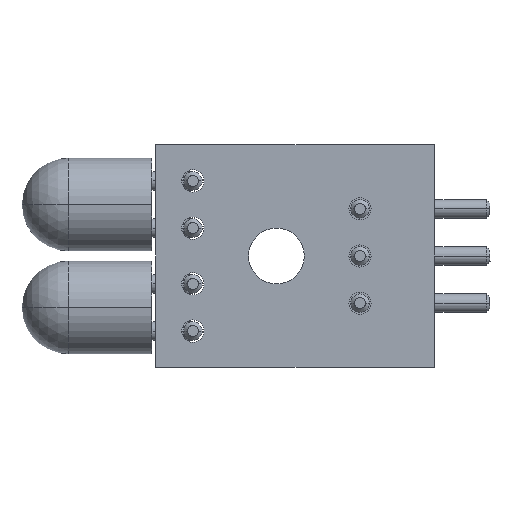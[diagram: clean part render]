
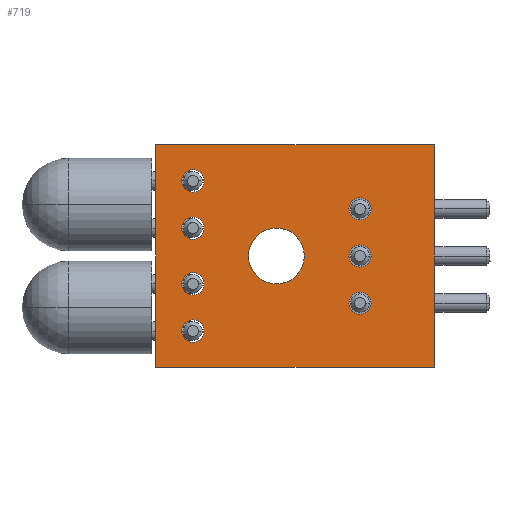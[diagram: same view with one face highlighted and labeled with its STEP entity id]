
A CAD part, left-side view. The second image highlights one B-rep face of the part: STEP entity #719.
In plain terms, the highlighted planar face has unit normal (-1, 0, 0).
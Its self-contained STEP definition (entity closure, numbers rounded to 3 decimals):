
#57=CARTESIAN_POINT('Axis2P3D Location',(0.,1.,0.)) ;
#61=CARTESIAN_POINT('Vertex',(0.,-0.5,0.)) ;
#63=CARTESIAN_POINT('Vertex',(0.,2.5,0.)) ;
#92=CARTESIAN_POINT('Axis2P3D Location',(0.,1.,0.)) ;
#288=CARTESIAN_POINT('Vertex',(0.,-7.5,6.)) ;
#291=CARTESIAN_POINT('Line Origine',(0.,-7.5,0.)) ;
#295=CARTESIAN_POINT('Vertex',(0.,-7.5,-6.)) ;
#315=CARTESIAN_POINT('Line Origine',(0.,0.,-6.)) ;
#319=CARTESIAN_POINT('Vertex',(0.,7.5,-6.)) ;
#339=CARTESIAN_POINT('Line Origine',(0.,7.5,0.)) ;
#343=CARTESIAN_POINT('Vertex',(0.,7.5,6.)) ;
#363=CARTESIAN_POINT('Line Origine',(0.,0.,6.)) ;
#380=CARTESIAN_POINT('Axis2P3D Location',(0.,5.5,4.04)) ;
#384=CARTESIAN_POINT('Vertex',(0.,4.9,4.04)) ;
#386=CARTESIAN_POINT('Vertex',(0.,6.1,4.04)) ;
#406=CARTESIAN_POINT('Axis2P3D Location',(0.,5.5,4.04)) ;
#423=CARTESIAN_POINT('Axis2P3D Location',(0.,5.5,-4.04)) ;
#427=CARTESIAN_POINT('Vertex',(0.,4.9,-4.04)) ;
#429=CARTESIAN_POINT('Vertex',(0.,6.1,-4.04)) ;
#449=CARTESIAN_POINT('Axis2P3D Location',(0.,5.5,-4.04)) ;
#466=CARTESIAN_POINT('Axis2P3D Location',(0.,5.5,-1.5)) ;
#470=CARTESIAN_POINT('Vertex',(0.,4.9,-1.5)) ;
#472=CARTESIAN_POINT('Vertex',(0.,6.1,-1.5)) ;
#492=CARTESIAN_POINT('Axis2P3D Location',(0.,5.5,-1.5)) ;
#509=CARTESIAN_POINT('Axis2P3D Location',(0.,5.5,1.5)) ;
#513=CARTESIAN_POINT('Vertex',(0.,4.9,1.5)) ;
#515=CARTESIAN_POINT('Vertex',(0.,6.1,1.5)) ;
#535=CARTESIAN_POINT('Axis2P3D Location',(0.,5.5,1.5)) ;
#552=CARTESIAN_POINT('Axis2P3D Location',(0.,-3.5,2.54)) ;
#556=CARTESIAN_POINT('Vertex',(0.,-4.1,2.54)) ;
#558=CARTESIAN_POINT('Vertex',(0.,-2.9,2.54)) ;
#578=CARTESIAN_POINT('Axis2P3D Location',(0.,-3.5,2.54)) ;
#595=CARTESIAN_POINT('Axis2P3D Location',(0.,-3.5,-2.54)) ;
#599=CARTESIAN_POINT('Vertex',(0.,-4.1,-2.54)) ;
#601=CARTESIAN_POINT('Vertex',(0.,-2.9,-2.54)) ;
#621=CARTESIAN_POINT('Axis2P3D Location',(0.,-3.5,-2.54)) ;
#638=CARTESIAN_POINT('Axis2P3D Location',(0.,-3.5,0.)) ;
#642=CARTESIAN_POINT('Vertex',(0.,-4.1,0.)) ;
#644=CARTESIAN_POINT('Vertex',(0.,-2.9,0.)) ;
#664=CARTESIAN_POINT('Axis2P3D Location',(0.,-3.5,0.)) ;
#676=CARTESIAN_POINT('Axis2P3D Location',(0.,0.,0.)) ;
#58=DIRECTION('Axis2P3D Direction',(1.,0.,0.)) ;
#93=DIRECTION('Axis2P3D Direction',(1.,0.,0.)) ;
#292=DIRECTION('Vector Direction',(0.,0.,-1.)) ;
#316=DIRECTION('Vector Direction',(0.,-1.,0.)) ;
#340=DIRECTION('Vector Direction',(0.,0.,1.)) ;
#364=DIRECTION('Vector Direction',(0.,1.,0.)) ;
#381=DIRECTION('Axis2P3D Direction',(1.,0.,0.)) ;
#407=DIRECTION('Axis2P3D Direction',(1.,0.,0.)) ;
#424=DIRECTION('Axis2P3D Direction',(1.,0.,0.)) ;
#450=DIRECTION('Axis2P3D Direction',(1.,0.,0.)) ;
#467=DIRECTION('Axis2P3D Direction',(1.,0.,0.)) ;
#493=DIRECTION('Axis2P3D Direction',(1.,0.,0.)) ;
#510=DIRECTION('Axis2P3D Direction',(1.,0.,0.)) ;
#536=DIRECTION('Axis2P3D Direction',(1.,0.,0.)) ;
#553=DIRECTION('Axis2P3D Direction',(1.,0.,0.)) ;
#579=DIRECTION('Axis2P3D Direction',(1.,0.,0.)) ;
#596=DIRECTION('Axis2P3D Direction',(1.,0.,0.)) ;
#622=DIRECTION('Axis2P3D Direction',(1.,0.,0.)) ;
#639=DIRECTION('Axis2P3D Direction',(1.,0.,0.)) ;
#665=DIRECTION('Axis2P3D Direction',(1.,0.,0.)) ;
#677=DIRECTION('Axis2P3D Direction',(1.,0.,0.)) ;
#678=DIRECTION('Axis2P3D XDirection',(0.,1.,0.)) ;
#59=AXIS2_PLACEMENT_3D('Circle Axis2P3D',#57,#58,$) ;
#94=AXIS2_PLACEMENT_3D('Circle Axis2P3D',#92,#93,$) ;
#382=AXIS2_PLACEMENT_3D('Circle Axis2P3D',#380,#381,$) ;
#408=AXIS2_PLACEMENT_3D('Circle Axis2P3D',#406,#407,$) ;
#425=AXIS2_PLACEMENT_3D('Circle Axis2P3D',#423,#424,$) ;
#451=AXIS2_PLACEMENT_3D('Circle Axis2P3D',#449,#450,$) ;
#468=AXIS2_PLACEMENT_3D('Circle Axis2P3D',#466,#467,$) ;
#494=AXIS2_PLACEMENT_3D('Circle Axis2P3D',#492,#493,$) ;
#511=AXIS2_PLACEMENT_3D('Circle Axis2P3D',#509,#510,$) ;
#537=AXIS2_PLACEMENT_3D('Circle Axis2P3D',#535,#536,$) ;
#554=AXIS2_PLACEMENT_3D('Circle Axis2P3D',#552,#553,$) ;
#580=AXIS2_PLACEMENT_3D('Circle Axis2P3D',#578,#579,$) ;
#597=AXIS2_PLACEMENT_3D('Circle Axis2P3D',#595,#596,$) ;
#623=AXIS2_PLACEMENT_3D('Circle Axis2P3D',#621,#622,$) ;
#640=AXIS2_PLACEMENT_3D('Circle Axis2P3D',#638,#639,$) ;
#666=AXIS2_PLACEMENT_3D('Circle Axis2P3D',#664,#665,$) ;
#679=AXIS2_PLACEMENT_3D('Plane Axis2P3D',#676,#677,#678) ;
#682=ORIENTED_EDGE('',*,*,#367,.F.) ;
#683=ORIENTED_EDGE('',*,*,#345,.F.) ;
#684=ORIENTED_EDGE('',*,*,#321,.F.) ;
#685=ORIENTED_EDGE('',*,*,#297,.F.) ;
#688=ORIENTED_EDGE('',*,*,#65,.T.) ;
#689=ORIENTED_EDGE('',*,*,#96,.T.) ;
#692=ORIENTED_EDGE('',*,*,#646,.T.) ;
#693=ORIENTED_EDGE('',*,*,#668,.T.) ;
#696=ORIENTED_EDGE('',*,*,#603,.T.) ;
#697=ORIENTED_EDGE('',*,*,#625,.T.) ;
#700=ORIENTED_EDGE('',*,*,#560,.T.) ;
#701=ORIENTED_EDGE('',*,*,#582,.T.) ;
#704=ORIENTED_EDGE('',*,*,#517,.T.) ;
#705=ORIENTED_EDGE('',*,*,#539,.T.) ;
#708=ORIENTED_EDGE('',*,*,#474,.T.) ;
#709=ORIENTED_EDGE('',*,*,#496,.T.) ;
#712=ORIENTED_EDGE('',*,*,#431,.T.) ;
#713=ORIENTED_EDGE('',*,*,#453,.T.) ;
#716=ORIENTED_EDGE('',*,*,#388,.T.) ;
#717=ORIENTED_EDGE('',*,*,#410,.T.) ;
#690=FACE_BOUND('',#687,.T.) ;
#694=FACE_BOUND('',#691,.T.) ;
#698=FACE_BOUND('',#695,.T.) ;
#702=FACE_BOUND('',#699,.T.) ;
#706=FACE_BOUND('',#703,.T.) ;
#710=FACE_BOUND('',#707,.T.) ;
#714=FACE_BOUND('',#711,.T.) ;
#718=FACE_BOUND('',#715,.T.) ;
#293=VECTOR('Line Direction',#292,1.) ;
#317=VECTOR('Line Direction',#316,1.) ;
#341=VECTOR('Line Direction',#340,1.) ;
#365=VECTOR('Line Direction',#364,1.) ;
#719=ADVANCED_FACE('Corps principal',(#686,#690,#694,#698,#702,#706,#710,#714,#718),#680,.F.) ;
#60=CIRCLE('generated circle',#59,1.5) ;
#95=CIRCLE('generated circle',#94,1.5) ;
#383=CIRCLE('generated circle',#382,0.6) ;
#409=CIRCLE('generated circle',#408,0.6) ;
#426=CIRCLE('generated circle',#425,0.6) ;
#452=CIRCLE('generated circle',#451,0.6) ;
#469=CIRCLE('generated circle',#468,0.6) ;
#495=CIRCLE('generated circle',#494,0.6) ;
#512=CIRCLE('generated circle',#511,0.6) ;
#538=CIRCLE('generated circle',#537,0.6) ;
#555=CIRCLE('generated circle',#554,0.6) ;
#581=CIRCLE('generated circle',#580,0.6) ;
#598=CIRCLE('generated circle',#597,0.6) ;
#624=CIRCLE('generated circle',#623,0.6) ;
#641=CIRCLE('generated circle',#640,0.6) ;
#667=CIRCLE('generated circle',#666,0.6) ;
#65=EDGE_CURVE('',#62,#64,#60,.T.) ;
#96=EDGE_CURVE('',#64,#62,#95,.T.) ;
#297=EDGE_CURVE('',#289,#296,#294,.T.) ;
#321=EDGE_CURVE('',#296,#320,#318,.F.) ;
#345=EDGE_CURVE('',#320,#344,#342,.T.) ;
#367=EDGE_CURVE('',#344,#289,#366,.F.) ;
#388=EDGE_CURVE('',#385,#387,#383,.T.) ;
#410=EDGE_CURVE('',#387,#385,#409,.T.) ;
#431=EDGE_CURVE('',#428,#430,#426,.T.) ;
#453=EDGE_CURVE('',#430,#428,#452,.T.) ;
#474=EDGE_CURVE('',#471,#473,#469,.T.) ;
#496=EDGE_CURVE('',#473,#471,#495,.T.) ;
#517=EDGE_CURVE('',#514,#516,#512,.T.) ;
#539=EDGE_CURVE('',#516,#514,#538,.T.) ;
#560=EDGE_CURVE('',#557,#559,#555,.T.) ;
#582=EDGE_CURVE('',#559,#557,#581,.T.) ;
#603=EDGE_CURVE('',#600,#602,#598,.T.) ;
#625=EDGE_CURVE('',#602,#600,#624,.T.) ;
#646=EDGE_CURVE('',#643,#645,#641,.T.) ;
#668=EDGE_CURVE('',#645,#643,#667,.T.) ;
#681=EDGE_LOOP('',(#682,#683,#684,#685)) ;
#687=EDGE_LOOP('',(#688,#689)) ;
#691=EDGE_LOOP('',(#692,#693)) ;
#695=EDGE_LOOP('',(#696,#697)) ;
#699=EDGE_LOOP('',(#700,#701)) ;
#703=EDGE_LOOP('',(#704,#705)) ;
#707=EDGE_LOOP('',(#708,#709)) ;
#711=EDGE_LOOP('',(#712,#713)) ;
#715=EDGE_LOOP('',(#716,#717)) ;
#686=FACE_OUTER_BOUND('',#681,.T.) ;
#294=LINE('Line',#291,#293) ;
#318=LINE('Line',#315,#317) ;
#342=LINE('Line',#339,#341) ;
#366=LINE('Line',#363,#365) ;
#680=PLANE('Plane',#679) ;
#62=VERTEX_POINT('',#61) ;
#64=VERTEX_POINT('',#63) ;
#289=VERTEX_POINT('',#288) ;
#296=VERTEX_POINT('',#295) ;
#320=VERTEX_POINT('',#319) ;
#344=VERTEX_POINT('',#343) ;
#385=VERTEX_POINT('',#384) ;
#387=VERTEX_POINT('',#386) ;
#428=VERTEX_POINT('',#427) ;
#430=VERTEX_POINT('',#429) ;
#471=VERTEX_POINT('',#470) ;
#473=VERTEX_POINT('',#472) ;
#514=VERTEX_POINT('',#513) ;
#516=VERTEX_POINT('',#515) ;
#557=VERTEX_POINT('',#556) ;
#559=VERTEX_POINT('',#558) ;
#600=VERTEX_POINT('',#599) ;
#602=VERTEX_POINT('',#601) ;
#643=VERTEX_POINT('',#642) ;
#645=VERTEX_POINT('',#644) ;
